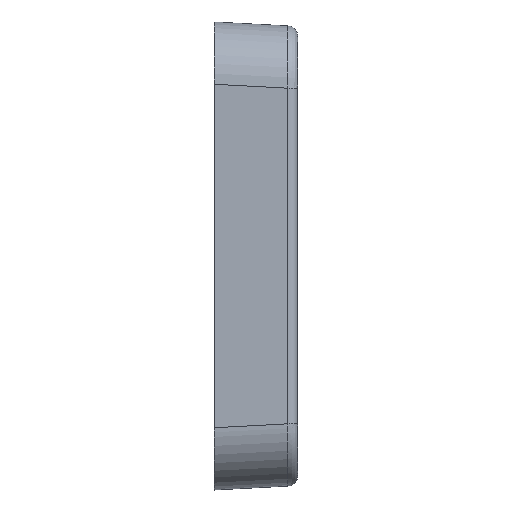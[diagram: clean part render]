
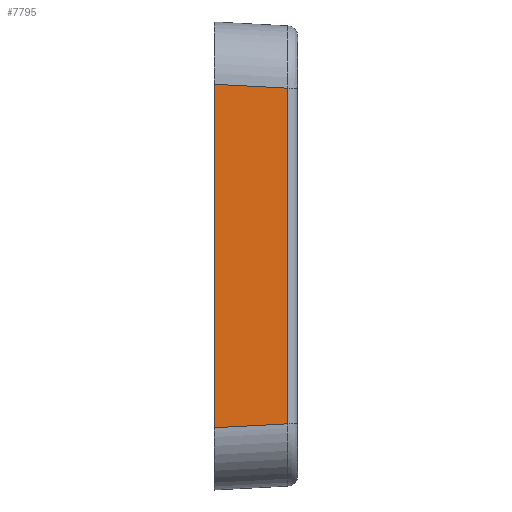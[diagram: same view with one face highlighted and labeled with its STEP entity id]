
A CAD part, left-side view. The second image highlights one B-rep face of the part: STEP entity #7795.
In plain terms, the highlighted planar face has unit normal (-0.999, -0.052, 0).
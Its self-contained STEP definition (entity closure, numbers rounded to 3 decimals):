
#639 = VERTEX_POINT ( 'NONE', #9710 ) ;
#647 = VERTEX_POINT ( 'NONE', #9699 ) ;
#753 = VERTEX_POINT ( 'NONE', #10469 ) ;
#767 = VERTEX_POINT ( 'NONE', #10455 ) ;
#2423 = AXIS2_PLACEMENT_3D ( 'NONE', #11470, #11478, #11477 ) ;
#4473 = LINE ( 'NONE', #9504, #4475 ) ;
#4475 = VECTOR ( 'NONE', #9500, 1000. ) ;
#4490 = LINE ( 'NONE', #9531, #4492 ) ;
#4492 = VECTOR ( 'NONE', #9532, 1000. ) ;
#4494 = LINE ( 'NONE', #9539, #4496 ) ;
#4495 = LINE ( 'NONE', #9541, #4498 ) ;
#4496 = VECTOR ( 'NONE', #9540, 1000. ) ;
#4498 = VECTOR ( 'NONE', #9542, 1000. ) ;
#7795 = ADVANCED_FACE ( 'NONE', ( #18218 ), #11474, .T. ) ;
#9500 = DIRECTION ( 'NONE',  ( 0., 0., 1. ) ) ;
#9504 = CARTESIAN_POINT ( 'NONE',  ( -22.13, 0.948, 16.089 ) ) ;
#9531 = CARTESIAN_POINT ( 'NONE',  ( -22.516, 8.312, 16.525 ) ) ;
#9532 = DIRECTION ( 'NONE',  ( -0.052, 0.997, 0.052 ) ) ;
#9539 = CARTESIAN_POINT ( 'NONE',  ( -22.5, 8., 22.5 ) ) ;
#9540 = DIRECTION ( 'NONE',  ( 0., 0., 1. ) ) ;
#9541 = CARTESIAN_POINT ( 'NONE',  ( -22.393, 5.967, -16.402 ) ) ;
#9542 = DIRECTION ( 'NONE',  ( 0.052, -0.997, 0.052 ) ) ;
#9699 = CARTESIAN_POINT ( 'NONE',  ( -22.13, 0.948, -16.139 ) ) ;
#9710 = CARTESIAN_POINT ( 'NONE',  ( -22.5, 8., 16.508 ) ) ;
#10455 = CARTESIAN_POINT ( 'NONE',  ( -22.13, 0.948, 16.139 ) ) ;
#10469 = CARTESIAN_POINT ( 'NONE',  ( -22.5, 8., -16.508 ) ) ;
#11470 = CARTESIAN_POINT ( 'NONE',  ( -22.5, 8., 22.5 ) ) ;
#11474 = PLANE ( 'NONE',  #2423 ) ;
#11477 = DIRECTION ( 'NONE',  ( 0.052, -0.999, 0. ) ) ;
#11478 = DIRECTION ( 'NONE',  ( -0.999, -0.052, 0. ) ) ;
#13751 = EDGE_CURVE ( 'NONE', #647, #767, #4473, .T. ) ;
#13761 = EDGE_CURVE ( 'NONE', #767, #639, #4490, .T. ) ;
#13764 = EDGE_CURVE ( 'NONE', #753, #639, #4494, .T. ) ;
#13765 = EDGE_CURVE ( 'NONE', #753, #647, #4495, .T. ) ;
#15557 = ORIENTED_EDGE ( 'NONE', *, *, #13765, .T. ) ;
#15567 = ORIENTED_EDGE ( 'NONE', *, *, #13761, .T. ) ;
#15568 = ORIENTED_EDGE ( 'NONE', *, *, #13751, .T. ) ;
#15569 = ORIENTED_EDGE ( 'NONE', *, *, #13764, .F. ) ;
#15623 = EDGE_LOOP ( 'NONE', ( #15557, #15568, #15567, #15569 ) ) ;
#18218 = FACE_OUTER_BOUND ( 'NONE', #15623, .T. ) ;
